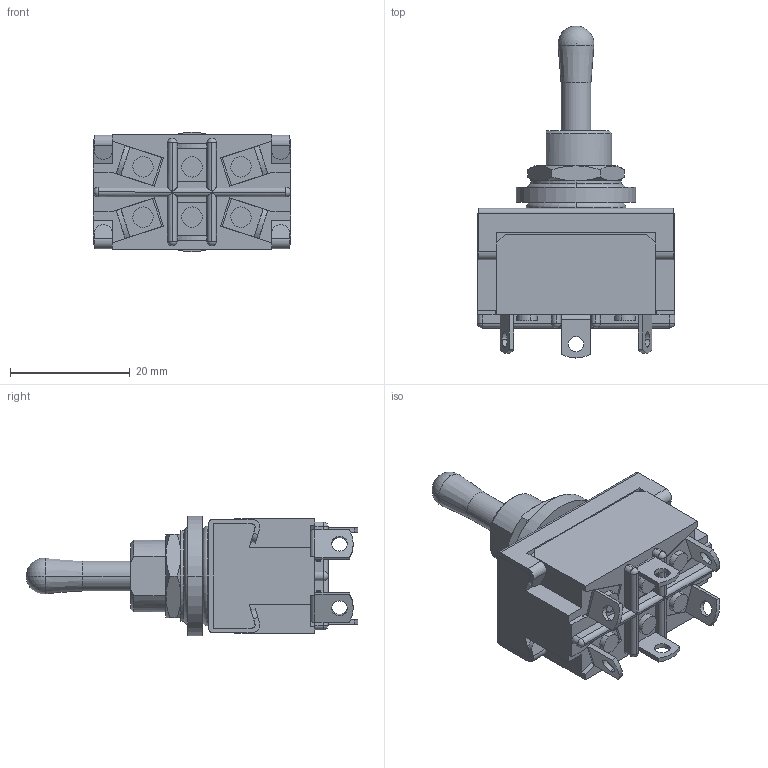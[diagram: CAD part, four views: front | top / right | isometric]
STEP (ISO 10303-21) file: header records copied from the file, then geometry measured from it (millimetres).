
FILE_DESCRIPTION (( 'STEP AP203' ), '1' );
FILE_NAME ('ATP01W.STEP', '2020-03-16T00:01:45', ( '' ), ( '' ), 'SwSTEP 2.0', 'SolidWorks 2018', '' );
FILE_SCHEMA (( 'CONFIG_CONTROL_DESIGN' ));
Length unit declared in the file: millimetre
Products named in the file (10): 9801 0063 20(ナット)model; 1端子 (Aシリーズ); 上組 スリーブ組 防水トグル単-2極 (Aシリーズ); 壓慻 2嬌 1抂巕 (A僔儕乕僘); 僗儕乕僽慻杊悈僩僌儖 (A僔儕乕僘); 僼儗乕儉2嬌僩僌儖 (A僔儕乕僘); 6061 0728 20(パッキン); ATP01W; 9803 0458 20(L儚僢僔儍乕)model; 働乕僗 2嬌 (A僔儕乕僘)
Assembly tree (14 placements, depth 3):
  ATP01W
    壓慻 2嬌 1抂巕 (A僔儕乕僘)
      働乕僗 2嬌 (A僔儕乕僘)
      1端子 (Aシリーズ)  x6
    上組 スリーブ組 防水トグル単-2極 (Aシリーズ)
      僼儗乕儉2嬌僩僌儖 (A僔儕乕僘)
      僗儕乕僽慻杊悈僩僌儖 (A僔儕乕僘)
    6061 0728 20(パッキン)
    9803 0458 20(L儚僢僔儍乕)model
    9801 0063 20(ナット)model
Bounding box: 33 x 55.5 x 20 mm (x, y, z)
Volume: 13290.1 mm3; surface area: 8893.6 mm2
Topology: 12 solids, 12 shells, 363 faces, 907 edges, 581 vertices
Faces by surface type: plane 185, cylinder 144, cone 16, torus 10, sphere 8
Entity records: 9657 total; most frequent: CARTESIAN_POINT 1612, DIRECTION 1495, ORIENTED_EDGE 1402, EDGE_CURVE 701, AXIS2_PLACEMENT_3D 531, VERTEX_POINT 448, LINE 433, VECTOR 433
